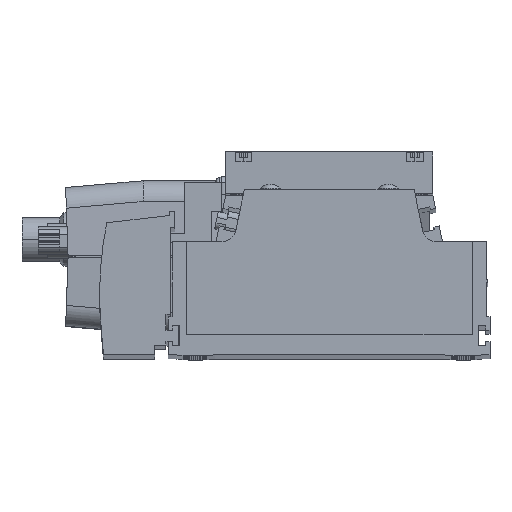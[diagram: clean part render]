
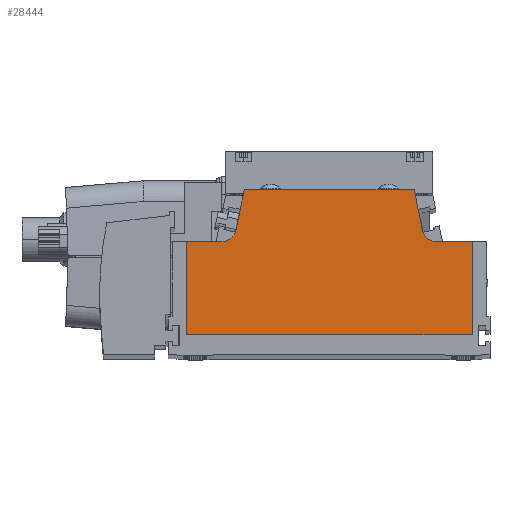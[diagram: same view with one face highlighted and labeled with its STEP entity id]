
A CAD part, top view. The second image highlights one B-rep face of the part: STEP entity #28444.
In plain terms, the highlighted planar face has unit normal (0, 0, 1).
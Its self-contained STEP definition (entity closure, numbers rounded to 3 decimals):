
#634 = EDGE_CURVE ( 'NONE', #12626, #7674, #18821, .T. ) ;
#1045 = VERTEX_POINT ( 'NONE', #16367 ) ;
#1124 = DIRECTION ( 'NONE',  ( -1., 0., 0. ) ) ;
#3008 = EDGE_CURVE ( 'NONE', #13156, #19227, #24140, .T. ) ;
#3027 = DIRECTION ( 'NONE',  ( -1., 0., 0. ) ) ;
#3479 = DIRECTION ( 'NONE',  ( 1., 0., 0. ) ) ;
#4414 = CIRCLE ( 'NONE', #22353, 4. ) ;
#4458 = LINE ( 'NONE', #7188, #20788 ) ;
#4895 = CARTESIAN_POINT ( 'NONE',  ( 30.049, 7., 722.5 ) ) ;
#5287 = DIRECTION ( 'NONE',  ( -1., 0., 0. ) ) ;
#5383 = LINE ( 'NONE', #17886, #23282 ) ;
#5709 = DIRECTION ( 'NONE',  ( 0., -1., 0. ) ) ;
#5855 = ORIENTED_EDGE ( 'NONE', *, *, #7186, .T. ) ;
#6229 = AXIS2_PLACEMENT_3D ( 'NONE', #18107, #27922, #5287 ) ;
#7186 = EDGE_CURVE ( 'NONE', #7587, #12375, #4458, .T. ) ;
#7188 = CARTESIAN_POINT ( 'NONE',  ( -40., 3., 722.5 ) ) ;
#7385 = EDGE_LOOP ( 'NONE', ( #18116, #5855, #30405, #22372, #19629, #19315, #12219, #18605, #10284, #8702 ) ) ;
#7587 = VERTEX_POINT ( 'NONE', #14633 ) ;
#7589 = DIRECTION ( 'NONE',  ( -1., 0., 0. ) ) ;
#7674 = VERTEX_POINT ( 'NONE', #10638 ) ;
#7849 = DIRECTION ( 'NONE',  ( 0.204, -0.979, 0. ) ) ;
#8565 = CARTESIAN_POINT ( 'NONE',  ( 26.133, 6.184, 722.5 ) ) ;
#8702 = ORIENTED_EDGE ( 'NONE', *, *, #21846, .F. ) ;
#10125 = VECTOR ( 'NONE', #30520, 1000. ) ;
#10259 = LINE ( 'NONE', #29850, #27497 ) ;
#10284 = ORIENTED_EDGE ( 'NONE', *, *, #3008, .T. ) ;
#10638 = CARTESIAN_POINT ( 'NONE',  ( 23.784, 17.45, 722.5 ) ) ;
#10643 = CARTESIAN_POINT ( 'NONE',  ( -40., 3., 722.5 ) ) ;
#10712 = EDGE_CURVE ( 'NONE', #1045, #13156, #12412, .T. ) ;
#11395 = CARTESIAN_POINT ( 'NONE',  ( -40., 3., 722.5 ) ) ;
#11751 = VERTEX_POINT ( 'NONE', #21679 ) ;
#11978 = VECTOR ( 'NONE', #19311, 1000. ) ;
#12127 = VECTOR ( 'NONE', #3479, 1000. ) ;
#12219 = ORIENTED_EDGE ( 'NONE', *, *, #29149, .T. ) ;
#12375 = VERTEX_POINT ( 'NONE', #31106 ) ;
#12412 = LINE ( 'NONE', #10643, #21877 ) ;
#12626 = VERTEX_POINT ( 'NONE', #19513 ) ;
#13156 = VERTEX_POINT ( 'NONE', #11395 ) ;
#14633 = CARTESIAN_POINT ( 'NONE',  ( 40., 3., 722.5 ) ) ;
#14924 = AXIS2_PLACEMENT_3D ( 'NONE', #17037, #19773, #7589 ) ;
#15053 = LINE ( 'NONE', #20190, #18756 ) ;
#15278 = CARTESIAN_POINT ( 'NONE',  ( -26.797, 3., 722.5 ) ) ;
#15803 = EDGE_CURVE ( 'NONE', #11751, #12626, #22509, .T. ) ;
#16367 = CARTESIAN_POINT ( 'NONE',  ( -30.049, 3., 722.5 ) ) ;
#17037 = CARTESIAN_POINT ( 'NONE',  ( -30.049, 7., 722.5 ) ) ;
#17886 = CARTESIAN_POINT ( 'NONE',  ( 40., 84.488, 722.5 ) ) ;
#18107 = CARTESIAN_POINT ( 'NONE',  ( -40., 84.488, 722.5 ) ) ;
#18116 = ORIENTED_EDGE ( 'NONE', *, *, #31688, .F. ) ;
#18554 = VERTEX_POINT ( 'NONE', #8565 ) ;
#18605 = ORIENTED_EDGE ( 'NONE', *, *, #10712, .T. ) ;
#18756 = VECTOR ( 'NONE', #3027, 1000. ) ;
#18821 = LINE ( 'NONE', #27879, #12127 ) ;
#19227 = VERTEX_POINT ( 'NONE', #25188 ) ;
#19311 = DIRECTION ( 'NONE',  ( 0., -1., 0. ) ) ;
#19315 = ORIENTED_EDGE ( 'NONE', *, *, #15803, .F. ) ;
#19513 = CARTESIAN_POINT ( 'NONE',  ( -23.784, 17.45, 722.5 ) ) ;
#19629 = ORIENTED_EDGE ( 'NONE', *, *, #634, .F. ) ;
#19773 = DIRECTION ( 'NONE',  ( 0., 0., -1. ) ) ;
#20064 = CIRCLE ( 'NONE', #14924, 4. ) ;
#20190 = CARTESIAN_POINT ( 'NONE',  ( -40., -23.13, 722.5 ) ) ;
#20788 = VECTOR ( 'NONE', #24353, 1000. ) ;
#21679 = CARTESIAN_POINT ( 'NONE',  ( -26.133, 6.184, 722.5 ) ) ;
#21846 = EDGE_CURVE ( 'NONE', #30164, #19227, #15053, .T. ) ;
#21877 = VECTOR ( 'NONE', #27513, 1000. ) ;
#21883 = CARTESIAN_POINT ( 'NONE',  ( -40., 84.488, 722.5 ) ) ;
#22353 = AXIS2_PLACEMENT_3D ( 'NONE', #4895, #27542, #1124 ) ;
#22372 = ORIENTED_EDGE ( 'NONE', *, *, #23205, .F. ) ;
#22509 = LINE ( 'NONE', #15278, #10125 ) ;
#22943 = PLANE ( 'NONE',  #6229 ) ;
#23205 = EDGE_CURVE ( 'NONE', #7674, #18554, #10259, .T. ) ;
#23282 = VECTOR ( 'NONE', #5709, 1000. ) ;
#23940 = EDGE_CURVE ( 'NONE', #12375, #18554, #4414, .T. ) ;
#24140 = LINE ( 'NONE', #21883, #11978 ) ;
#24353 = DIRECTION ( 'NONE',  ( -1., 0., 0. ) ) ;
#25188 = CARTESIAN_POINT ( 'NONE',  ( -40., -23.13, 722.5 ) ) ;
#27294 = FACE_OUTER_BOUND ( 'NONE', #7385, .T. ) ;
#27419 = CARTESIAN_POINT ( 'NONE',  ( 40., -23.13, 722.5 ) ) ;
#27497 = VECTOR ( 'NONE', #7849, 1000. ) ;
#27513 = DIRECTION ( 'NONE',  ( -1., 0., 0. ) ) ;
#27542 = DIRECTION ( 'NONE',  ( 0., 0., -1. ) ) ;
#27879 = CARTESIAN_POINT ( 'NONE',  ( -23.784, 17.45, 722.5 ) ) ;
#27922 = DIRECTION ( 'NONE',  ( 0., 0., -1. ) ) ;
#28444 = ADVANCED_FACE ( 'NONE', ( #27294 ), #22943, .F. ) ;
#29149 = EDGE_CURVE ( 'NONE', #11751, #1045, #20064, .T. ) ;
#29850 = CARTESIAN_POINT ( 'NONE',  ( 23.784, 17.45, 722.5 ) ) ;
#30164 = VERTEX_POINT ( 'NONE', #27419 ) ;
#30405 = ORIENTED_EDGE ( 'NONE', *, *, #23940, .T. ) ;
#30520 = DIRECTION ( 'NONE',  ( 0.204, 0.979, 0. ) ) ;
#31106 = CARTESIAN_POINT ( 'NONE',  ( 30.049, 3., 722.5 ) ) ;
#31688 = EDGE_CURVE ( 'NONE', #7587, #30164, #5383, .T. ) ;
